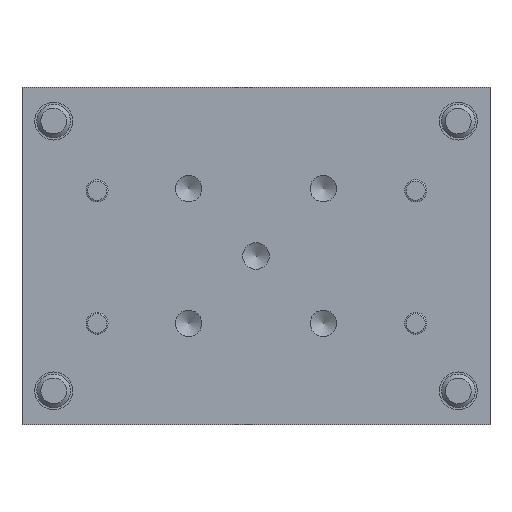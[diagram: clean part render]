
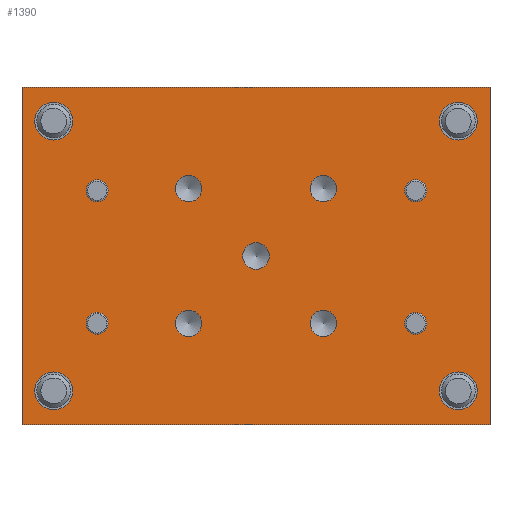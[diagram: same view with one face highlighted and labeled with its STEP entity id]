
A CAD part, front view. The second image highlights one B-rep face of the part: STEP entity #1390.
In plain terms, the highlighted planar face has unit normal (0, -1, 0).
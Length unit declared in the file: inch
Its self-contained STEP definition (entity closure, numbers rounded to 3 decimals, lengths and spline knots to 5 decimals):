
#89=LINE('',#2317,#167);
#99=LINE('',#2335,#177);
#100=LINE('',#2337,#178);
#101=LINE('',#2338,#179);
#167=VECTOR('',#1898,0.3937);
#177=VECTOR('',#1914,0.3937);
#178=VECTOR('',#1917,0.3937);
#179=VECTOR('',#1918,0.3937);
#244=PLANE('',#1633);
#308=FACE_BOUND('',#550,.T.);
#309=FACE_BOUND('',#551,.T.);
#310=FACE_BOUND('',#552,.T.);
#311=FACE_BOUND('',#553,.T.);
#312=FACE_BOUND('',#554,.T.);
#313=FACE_BOUND('',#555,.T.);
#314=FACE_BOUND('',#556,.T.);
#315=FACE_BOUND('',#557,.T.);
#316=FACE_BOUND('',#558,.T.);
#317=FACE_BOUND('',#559,.T.);
#318=FACE_BOUND('',#560,.T.);
#319=FACE_BOUND('',#561,.T.);
#320=FACE_BOUND('',#562,.T.);
#426=FACE_OUTER_BOUND('',#549,.T.);
#549=EDGE_LOOP('',(#1118,#1119,#1120,#1121));
#550=EDGE_LOOP('',(#1122));
#551=EDGE_LOOP('',(#1123));
#552=EDGE_LOOP('',(#1124));
#553=EDGE_LOOP('',(#1125));
#554=EDGE_LOOP('',(#1126));
#555=EDGE_LOOP('',(#1127));
#556=EDGE_LOOP('',(#1128));
#557=EDGE_LOOP('',(#1129));
#558=EDGE_LOOP('',(#1130));
#559=EDGE_LOOP('',(#1131));
#560=EDGE_LOOP('',(#1132));
#561=EDGE_LOOP('',(#1133));
#562=EDGE_LOOP('',(#1134));
#656=CIRCLE('',#1561,0.098);
#658=CIRCLE('',#1565,0.098);
#660=CIRCLE('',#1569,0.098);
#662=CIRCLE('',#1573,0.098);
#664=CIRCLE('',#1577,0.098);
#668=CIRCLE('',#1584,0.1405);
#672=CIRCLE('',#1591,0.1405);
#676=CIRCLE('',#1598,0.1405);
#680=CIRCLE('',#1605,0.1405);
#681=CIRCLE('',#1607,0.0815);
#683=CIRCLE('',#1610,0.0815);
#685=CIRCLE('',#1613,0.0815);
#687=CIRCLE('',#1616,0.0815);
#730=VERTEX_POINT('',#2189);
#732=VERTEX_POINT('',#2195);
#734=VERTEX_POINT('',#2201);
#736=VERTEX_POINT('',#2207);
#738=VERTEX_POINT('',#2213);
#742=VERTEX_POINT('',#2224);
#746=VERTEX_POINT('',#2235);
#750=VERTEX_POINT('',#2246);
#754=VERTEX_POINT('',#2257);
#755=VERTEX_POINT('',#2260);
#757=VERTEX_POINT('',#2265);
#759=VERTEX_POINT('',#2270);
#761=VERTEX_POINT('',#2275);
#775=VERTEX_POINT('',#2313);
#777=VERTEX_POINT('',#2316);
#781=VERTEX_POINT('',#2331);
#782=VERTEX_POINT('',#2333);
#858=EDGE_CURVE('',#730,#730,#656,.T.);
#860=EDGE_CURVE('',#732,#732,#658,.T.);
#862=EDGE_CURVE('',#734,#734,#660,.T.);
#864=EDGE_CURVE('',#736,#736,#662,.T.);
#866=EDGE_CURVE('',#738,#738,#664,.T.);
#870=EDGE_CURVE('',#742,#742,#668,.T.);
#874=EDGE_CURVE('',#746,#746,#672,.T.);
#878=EDGE_CURVE('',#750,#750,#676,.T.);
#882=EDGE_CURVE('',#754,#754,#680,.T.);
#883=EDGE_CURVE('',#755,#755,#681,.T.);
#885=EDGE_CURVE('',#757,#757,#683,.T.);
#887=EDGE_CURVE('',#759,#759,#685,.T.);
#889=EDGE_CURVE('',#761,#761,#687,.T.);
#908=EDGE_CURVE('',#775,#777,#89,.T.);
#918=EDGE_CURVE('',#781,#782,#99,.T.);
#919=EDGE_CURVE('',#781,#775,#100,.T.);
#920=EDGE_CURVE('',#777,#782,#101,.T.);
#1118=ORIENTED_EDGE('',*,*,#919,.F.);
#1119=ORIENTED_EDGE('',*,*,#918,.T.);
#1120=ORIENTED_EDGE('',*,*,#920,.F.);
#1121=ORIENTED_EDGE('',*,*,#908,.F.);
#1122=ORIENTED_EDGE('',*,*,#858,.T.);
#1123=ORIENTED_EDGE('',*,*,#860,.T.);
#1124=ORIENTED_EDGE('',*,*,#862,.T.);
#1125=ORIENTED_EDGE('',*,*,#864,.T.);
#1126=ORIENTED_EDGE('',*,*,#866,.T.);
#1127=ORIENTED_EDGE('',*,*,#870,.T.);
#1128=ORIENTED_EDGE('',*,*,#874,.T.);
#1129=ORIENTED_EDGE('',*,*,#878,.T.);
#1130=ORIENTED_EDGE('',*,*,#882,.T.);
#1131=ORIENTED_EDGE('',*,*,#883,.T.);
#1132=ORIENTED_EDGE('',*,*,#885,.T.);
#1133=ORIENTED_EDGE('',*,*,#887,.T.);
#1134=ORIENTED_EDGE('',*,*,#889,.T.);
#1390=ADVANCED_FACE('',(#426,#308,#309,#310,#311,#312,#313,#314,#315,#316,
#317,#318,#319,#320),#244,.T.);
#1561=AXIS2_PLACEMENT_3D('',#2190,#1749,#1750);
#1565=AXIS2_PLACEMENT_3D('',#2196,#1757,#1758);
#1569=AXIS2_PLACEMENT_3D('',#2202,#1765,#1766);
#1573=AXIS2_PLACEMENT_3D('',#2208,#1773,#1774);
#1577=AXIS2_PLACEMENT_3D('',#2214,#1781,#1782);
#1584=AXIS2_PLACEMENT_3D('',#2225,#1795,#1796);
#1591=AXIS2_PLACEMENT_3D('',#2236,#1809,#1810);
#1598=AXIS2_PLACEMENT_3D('',#2247,#1823,#1824);
#1605=AXIS2_PLACEMENT_3D('',#2258,#1837,#1838);
#1607=AXIS2_PLACEMENT_3D('',#2261,#1841,#1842);
#1610=AXIS2_PLACEMENT_3D('',#2266,#1847,#1848);
#1613=AXIS2_PLACEMENT_3D('',#2271,#1853,#1854);
#1616=AXIS2_PLACEMENT_3D('',#2276,#1859,#1860);
#1633=AXIS2_PLACEMENT_3D('',#2336,#1915,#1916);
#1749=DIRECTION('center_axis',(0.,1.,0.));
#1750=DIRECTION('ref_axis',(1.,0.,0.));
#1757=DIRECTION('center_axis',(0.,1.,0.));
#1758=DIRECTION('ref_axis',(1.,0.,0.));
#1765=DIRECTION('center_axis',(0.,1.,0.));
#1766=DIRECTION('ref_axis',(1.,0.,0.));
#1773=DIRECTION('center_axis',(0.,1.,0.));
#1774=DIRECTION('ref_axis',(1.,0.,0.));
#1781=DIRECTION('center_axis',(0.,1.,0.));
#1782=DIRECTION('ref_axis',(1.,0.,0.));
#1795=DIRECTION('center_axis',(0.,1.,0.));
#1796=DIRECTION('ref_axis',(1.,0.,0.));
#1809=DIRECTION('center_axis',(0.,1.,0.));
#1810=DIRECTION('ref_axis',(1.,0.,0.));
#1823=DIRECTION('center_axis',(0.,1.,0.));
#1824=DIRECTION('ref_axis',(1.,0.,0.));
#1837=DIRECTION('center_axis',(0.,1.,0.));
#1838=DIRECTION('ref_axis',(1.,0.,0.));
#1841=DIRECTION('center_axis',(0.,1.,0.));
#1842=DIRECTION('ref_axis',(1.,0.,0.));
#1847=DIRECTION('center_axis',(0.,1.,0.));
#1848=DIRECTION('ref_axis',(1.,0.,0.));
#1853=DIRECTION('center_axis',(0.,1.,0.));
#1854=DIRECTION('ref_axis',(1.,0.,0.));
#1859=DIRECTION('center_axis',(0.,1.,0.));
#1860=DIRECTION('ref_axis',(1.,0.,0.));
#1898=DIRECTION('',(0.,0.,-1.));
#1914=DIRECTION('',(0.,0.,-1.));
#1915=DIRECTION('center_axis',(0.,-1.,0.));
#1916=DIRECTION('ref_axis',(-1.,0.,0.));
#1917=DIRECTION('',(1.,0.,0.));
#1918=DIRECTION('',(-1.,0.,0.));
#2189=CARTESIAN_POINT('',(-0.402,-1.49606,-1.75));
#2190=CARTESIAN_POINT('Origin',(-0.5,-1.49606,-1.75));
#2195=CARTESIAN_POINT('',(-0.402,-1.49606,-0.75));
#2196=CARTESIAN_POINT('Origin',(-0.5,-1.49606,-0.75));
#2201=CARTESIAN_POINT('',(0.098,-1.49606,-1.25));
#2202=CARTESIAN_POINT('Origin',(0.,-1.49606,-1.25));
#2207=CARTESIAN_POINT('',(0.598,-1.49606,-0.75));
#2208=CARTESIAN_POINT('Origin',(0.5,-1.49606,-0.75));
#2213=CARTESIAN_POINT('',(0.598,-1.49606,-1.75));
#2214=CARTESIAN_POINT('Origin',(0.5,-1.49606,-1.75));
#2224=CARTESIAN_POINT('',(-1.6405,-1.49606,-2.25));
#2225=CARTESIAN_POINT('Origin',(-1.5,-1.49606,-2.25));
#2235=CARTESIAN_POINT('',(1.3595,-1.49606,-0.25));
#2236=CARTESIAN_POINT('Origin',(1.5,-1.49606,-0.25));
#2246=CARTESIAN_POINT('',(-1.6405,-1.49606,-0.25));
#2247=CARTESIAN_POINT('Origin',(-1.5,-1.49606,-0.25));
#2257=CARTESIAN_POINT('',(1.3595,-1.49606,-2.25));
#2258=CARTESIAN_POINT('Origin',(1.5,-1.49606,-2.25));
#2260=CARTESIAN_POINT('',(1.09689,-1.49606,-0.75));
#2261=CARTESIAN_POINT('Origin',(1.17839,-1.49606,-0.75));
#2265=CARTESIAN_POINT('',(-1.26532,-1.49606,-0.75));
#2266=CARTESIAN_POINT('Origin',(-1.18382,-1.49606,-0.75));
#2270=CARTESIAN_POINT('',(-1.26532,-1.49606,-1.73425));
#2271=CARTESIAN_POINT('Origin',(-1.18382,-1.49606,-1.73425));
#2275=CARTESIAN_POINT('',(1.09689,-1.49606,-1.73425));
#2276=CARTESIAN_POINT('Origin',(1.17839,-1.49606,-1.73425));
#2313=CARTESIAN_POINT('',(1.735,-1.49606,0.));
#2316=CARTESIAN_POINT('',(1.735,-1.49606,-2.5));
#2317=CARTESIAN_POINT('',(1.735,-1.49606,0.));
#2331=CARTESIAN_POINT('',(-1.735,-1.49606,0.));
#2333=CARTESIAN_POINT('',(-1.735,-1.49606,-2.5));
#2335=CARTESIAN_POINT('',(-1.735,-1.49606,0.));
#2336=CARTESIAN_POINT('Origin',(1.735,-1.49606,0.));
#2337=CARTESIAN_POINT('',(-1.735,-1.49606,0.));
#2338=CARTESIAN_POINT('',(-1.735,-1.49606,-2.5));
